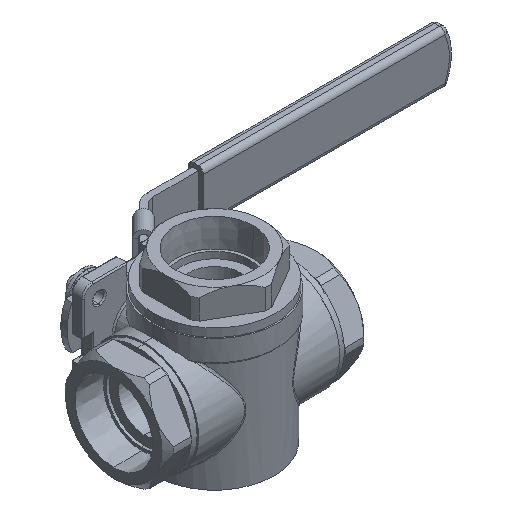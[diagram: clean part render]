
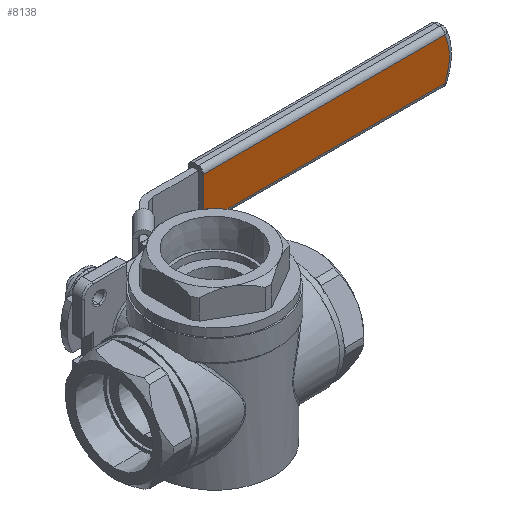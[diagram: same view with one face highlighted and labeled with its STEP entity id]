
A CAD part, isometric view. The second image highlights one B-rep face of the part: STEP entity #8138.
In plain terms, the highlighted planar face has unit normal (0, -1, 0).
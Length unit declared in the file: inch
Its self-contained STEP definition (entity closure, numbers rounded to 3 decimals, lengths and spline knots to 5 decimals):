
#147 = CARTESIAN_POINT ( 'NONE',  ( 8.578, 4.75466, -1.77927 ) ) ;
#498 = ORIENTED_EDGE ( 'NONE', *, *, #4744, .T. ) ;
#2270 = DIRECTION ( 'NONE',  ( 0., 0., 1. ) ) ;
#3196 = VERTEX_POINT ( 'NONE', #5723 ) ;
#3270 = LINE ( 'NONE', #12152, #9852 ) ;
#3551 = PLANE ( 'NONE',  #14117 ) ;
#3916 = VERTEX_POINT ( 'NONE', #16752 ) ;
#4353 = LINE ( 'NONE', #10242, #17827 ) ;
#4744 = EDGE_CURVE ( 'NONE', #6449, #3916, #3270, .T. ) ;
#5028 = CARTESIAN_POINT ( 'NONE',  ( 3.76949, 4.75466, -1.13927 ) ) ;
#5473 = VECTOR ( 'NONE', #6490, 39.37008 ) ;
#5652 = EDGE_CURVE ( 'NONE', #13489, #3196, #4353, .T. ) ;
#5723 = CARTESIAN_POINT ( 'NONE',  ( 9.69224, 4.75466, -2.29427 ) ) ;
#5992 = DIRECTION ( 'NONE',  ( 0., -1., 0. ) ) ;
#6449 = VERTEX_POINT ( 'NONE', #16596 ) ;
#6490 = DIRECTION ( 'NONE',  ( 0., 0., 1. ) ) ;
#7719 = DIRECTION ( 'NONE',  ( -1., 0., 0. ) ) ;
#8138 = ADVANCED_FACE ( 'NONE', ( #13685 ), #3551, .F. ) ;
#8185 = CARTESIAN_POINT ( 'NONE',  ( 3.76949, 4.75466, -2.29427 ) ) ;
#9331 = ORIENTED_EDGE ( 'NONE', *, *, #5652, .T. ) ;
#9852 = VECTOR ( 'NONE', #7719, 39.37008 ) ;
#9994 = DIRECTION ( 'NONE',  ( 0., 1., 0. ) ) ;
#10242 = CARTESIAN_POINT ( 'NONE',  ( 9.76949, 4.75466, -2.29427 ) ) ;
#10513 = DIRECTION ( 'NONE',  ( 0., 0., 1. ) ) ;
#10733 = CIRCLE ( 'NONE', #18429, 1.2275 ) ;
#11006 = LINE ( 'NONE', #5028, #5473 ) ;
#11693 = ORIENTED_EDGE ( 'NONE', *, *, #16047, .T. ) ;
#12152 = CARTESIAN_POINT ( 'NONE',  ( 3.76949, 4.75466, -1.26427 ) ) ;
#13127 = EDGE_LOOP ( 'NONE', ( #18182, #9331, #11693, #498 ) ) ;
#13489 = VERTEX_POINT ( 'NONE', #8185 ) ;
#13685 = FACE_OUTER_BOUND ( 'NONE', #13127, .T. ) ;
#14117 = AXIS2_PLACEMENT_3D ( 'NONE', #16989, #9994, #2270 ) ;
#15879 = EDGE_CURVE ( 'NONE', #13489, #3916, #11006, .T. ) ;
#16047 = EDGE_CURVE ( 'NONE', #3196, #6449, #10733, .T. ) ;
#16104 = DIRECTION ( 'NONE',  ( 1., 0., 0. ) ) ;
#16596 = CARTESIAN_POINT ( 'NONE',  ( 9.69224, 4.75466, -1.26427 ) ) ;
#16752 = CARTESIAN_POINT ( 'NONE',  ( 3.76949, 4.75466, -1.26427 ) ) ;
#16989 = CARTESIAN_POINT ( 'NONE',  ( 8.578, 4.75466, -1.77927 ) ) ;
#17827 = VECTOR ( 'NONE', #16104, 39.37008 ) ;
#18182 = ORIENTED_EDGE ( 'NONE', *, *, #15879, .F. ) ;
#18429 = AXIS2_PLACEMENT_3D ( 'NONE', #147, #5992, #10513 ) ;
